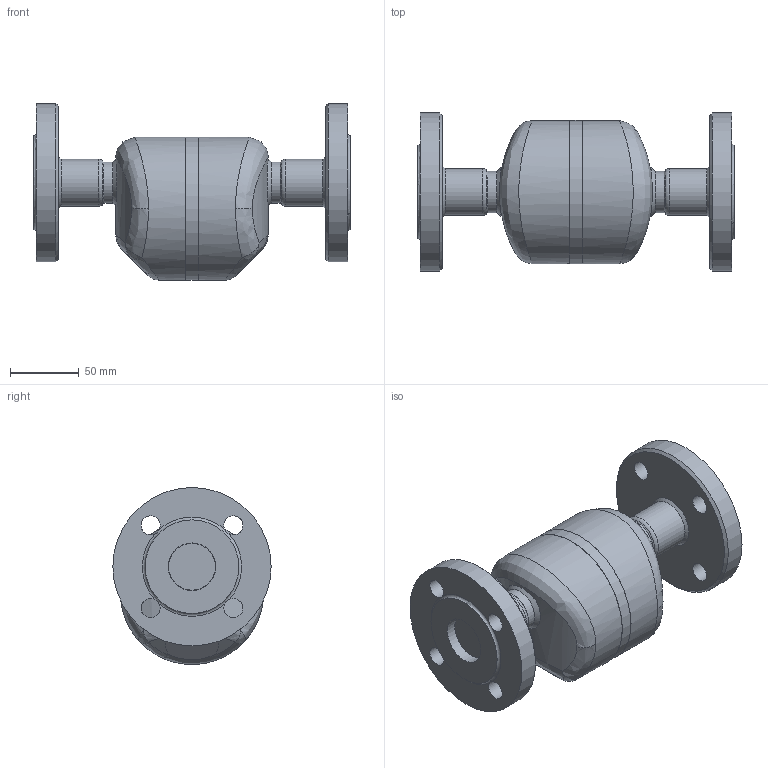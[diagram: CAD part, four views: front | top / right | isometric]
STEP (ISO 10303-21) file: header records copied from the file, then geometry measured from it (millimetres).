
FILE_DESCRIPTION((''),'2;1');
FILE_NAME('ss5v0-025-e0025-00.stp','2012-04-19T15:44:04',('nakaot'),(''),'Autodesk Inventor 2012','Autodesk Inventor 2012','');
FILE_SCHEMA(('AUTOMOTIVE_DESIGN { 1 0 10303 214 1 1 1 1 }'));
Length unit declared in the file: millimetre
Products named in the file (1): ss5v0-025-e0025-00
Bounding box: 230 x 115 x 128.5 mm (x, y, z)
Volume: 1218512.6 mm3; surface area: 115267.8 mm2
Topology: 1 solids, 1 shells, 81 faces, 205 edges, 132 vertices
Faces by surface type: cylinder 29, plane 20, bspline 16, cone 12, torus 4
Full cylindrical faces by diameter (mm): 14 x8, 30 x2, 34 x4, 34.5 x2, 100 x2, 104 x3, 115 x2
Entity records: 3577 total; most frequent: CARTESIAN_POINT 1907, ORIENTED_EDGE 312, DIRECTION 304, EDGE_CURVE 156, AXIS2_PLACEMENT_3D 148, EDGE_LOOP 138, VERTEX_POINT 118, CIRCLE 82
